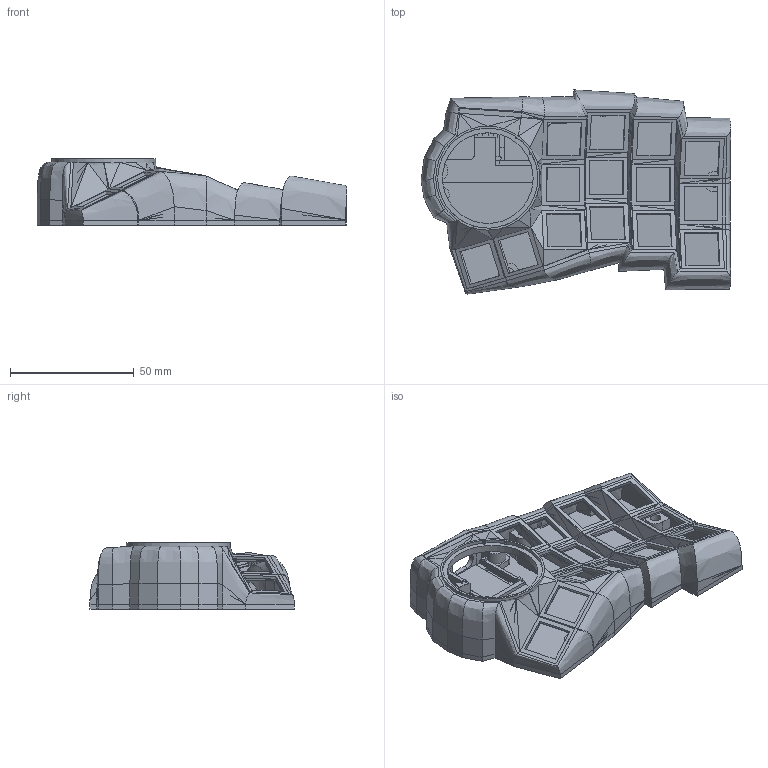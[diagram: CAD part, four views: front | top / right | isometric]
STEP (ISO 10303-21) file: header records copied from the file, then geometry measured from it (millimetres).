
FILE_DESCRIPTION(('Cosmos Model'),'2;1');
FILE_NAME('https://ryanis.cool/cosmos/beta#cm:CpcBCg8SBRCQTSATEgIgABIAOBMKFxIFEJBZIBMSAiAAEgMQsC84AECA8LwCChISBRCQZSATEgIgABIDELA7OBQKFRIFEJBxIBMSAiAAEgA4KECAsobABwozEhkICBAwIBMo+gEwFEDrg8iO8AVIk5W8vtAMEhIIl4AGEEAgAECXhdCxG0iAhh4wFjgnGABAloOgrvB0SICIHgpOChESDAiAIBBAQC1QC1jsAVCeAgoCUH8KA1CCAgoREg0IgCAQMEAQSABQC1gkUCQYAiIKCNIBEMgBGAAgADCAMEDDj+j4SEjCg8yPofYCEAMYhiAiCAi5ARCqARgAMBQ4A4IBAgQCSAVYS2ACaAByGxgUGDcYhAEYtAEYnQIg2P//////////AZgBFA==','2025-09-05T16:26:16',('Author'),( 'Open CASCADE'),'Open CASCADE STEP processor 7.6','Open CASCADE 7.6' ,'Unknown');
FILE_SCHEMA(('AP242_MANAGED_MODEL_BASED_3D_ENGINEERING_MIM_LF. {1 0 10303 442 1 1 4 }'));
Length unit declared in the file: millimetre
Products named in the file (6): Walls; Web; Switch Holders; Screw Attachments; Bottom Plate; Microcontroller Holder
Bounding box: 125.05 x 82.42 x 26.87 mm (x, y, z)
Volume: 42235 mm3; surface area: 54615.4 mm2
Topology: 28 solids, 28 shells, 979 faces, 2193 edges, 1213 vertices
Faces by surface type: plane 657, bspline 271, cylinder 39, extrusion 9, cone 3
Full cylindrical faces by diameter (mm): 3.4 x4, 4.3 x8, 6.4 x1, 36.6 x1, 40.4 x1, 42 x1
Entity records: 60838 total; most frequent: CARTESIAN_POINT 19018, DIRECTION 6853, VECTOR 5133, LINE 5124, ORIENTED_EDGE 4284, PCURVE 4284, DEFINITIONAL_REPRESENTATION 4284, EDGE_CURVE 2142
